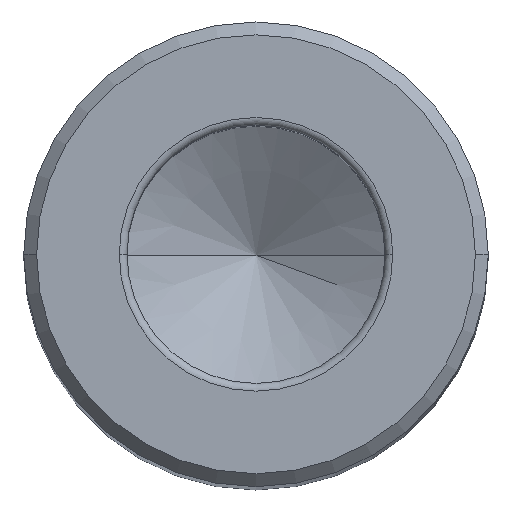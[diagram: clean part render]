
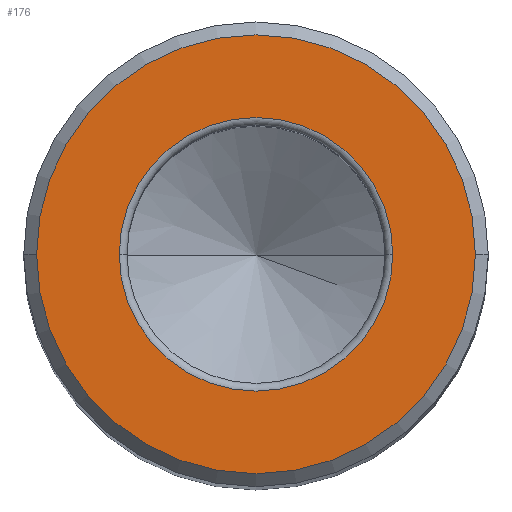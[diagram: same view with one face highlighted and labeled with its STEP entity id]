
A CAD part, top view. The second image highlights one B-rep face of the part: STEP entity #176.
In plain terms, the highlighted planar face has unit normal (0, 0, 1).
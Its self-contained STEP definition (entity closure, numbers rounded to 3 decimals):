
#11 = FACE_BOUND ( 'NONE', #95, .T. ) ;
#15 = CARTESIAN_POINT ( 'NONE',  ( 0., 0., 0. ) ) ;
#16 = DIRECTION ( 'NONE',  ( 0., 0., 1. ) ) ;
#20 = DIRECTION ( 'NONE',  ( 1., 0., 0. ) ) ;
#49 = AXIS2_PLACEMENT_3D ( 'NONE', #335, #195, #389 ) ;
#76 = CARTESIAN_POINT ( 'NONE',  ( -8.5, 0., 0. ) ) ;
#95 = EDGE_LOOP ( 'NONE', ( #332, #370 ) ) ;
#104 = DIRECTION ( 'NONE',  ( 1., 0., 0. ) ) ;
#161 = PLANE ( 'NONE',  #347 ) ;
#176 = ADVANCED_FACE ( 'NONE', ( #11, #604 ), #161, .T. ) ;
#193 = ORIENTED_EDGE ( 'NONE', *, *, #271, .T. ) ;
#195 = DIRECTION ( 'NONE',  ( 0., 0., -1. ) ) ;
#196 = DIRECTION ( 'NONE',  ( 0., 0., -1. ) ) ;
#214 = AXIS2_PLACEMENT_3D ( 'NONE', #469, #16, #20 ) ;
#233 = ORIENTED_EDGE ( 'NONE', *, *, #392, .T. ) ;
#249 = CIRCLE ( 'NONE', #339, 5.3 ) ;
#266 = DIRECTION ( 'NONE',  ( 0., 0., 1. ) ) ;
#271 = EDGE_CURVE ( 'NONE', #568, #515, #622, .T. ) ;
#275 = CARTESIAN_POINT ( 'NONE',  ( -5.3, 0., 0. ) ) ;
#315 = CARTESIAN_POINT ( 'NONE',  ( 0., 0., 0. ) ) ;
#316 = DIRECTION ( 'NONE',  ( 1., 0., 0. ) ) ;
#329 = VERTEX_POINT ( 'NONE', #275 ) ;
#332 = ORIENTED_EDGE ( 'NONE', *, *, #408, .T. ) ;
#335 = CARTESIAN_POINT ( 'NONE',  ( 0., 0., 0. ) ) ;
#339 = AXIS2_PLACEMENT_3D ( 'NONE', #535, #196, #627 ) ;
#347 = AXIS2_PLACEMENT_3D ( 'NONE', #315, #600, #104 ) ;
#364 = EDGE_CURVE ( 'NONE', #329, #444, #249, .T. ) ;
#370 = ORIENTED_EDGE ( 'NONE', *, *, #364, .T. ) ;
#372 = EDGE_LOOP ( 'NONE', ( #233, #193 ) ) ;
#380 = CARTESIAN_POINT ( 'NONE',  ( 8.5, 0., 0. ) ) ;
#389 = DIRECTION ( 'NONE',  ( 1., 0., 0. ) ) ;
#392 = EDGE_CURVE ( 'NONE', #515, #568, #403, .T. ) ;
#403 = CIRCLE ( 'NONE', #214, 8.5 ) ;
#408 = EDGE_CURVE ( 'NONE', #444, #329, #437, .T. ) ;
#437 = CIRCLE ( 'NONE', #49, 5.3 ) ;
#444 = VERTEX_POINT ( 'NONE', #562 ) ;
#448 = AXIS2_PLACEMENT_3D ( 'NONE', #15, #266, #316 ) ;
#469 = CARTESIAN_POINT ( 'NONE',  ( 0., 0., 0. ) ) ;
#515 = VERTEX_POINT ( 'NONE', #76 ) ;
#535 = CARTESIAN_POINT ( 'NONE',  ( 0., 0., 0. ) ) ;
#562 = CARTESIAN_POINT ( 'NONE',  ( 5.3, 0., 0. ) ) ;
#568 = VERTEX_POINT ( 'NONE', #380 ) ;
#600 = DIRECTION ( 'NONE',  ( 0., 0., 1. ) ) ;
#604 = FACE_OUTER_BOUND ( 'NONE', #372, .T. ) ;
#622 = CIRCLE ( 'NONE', #448, 8.5 ) ;
#627 = DIRECTION ( 'NONE',  ( 1., 0., 0. ) ) ;
